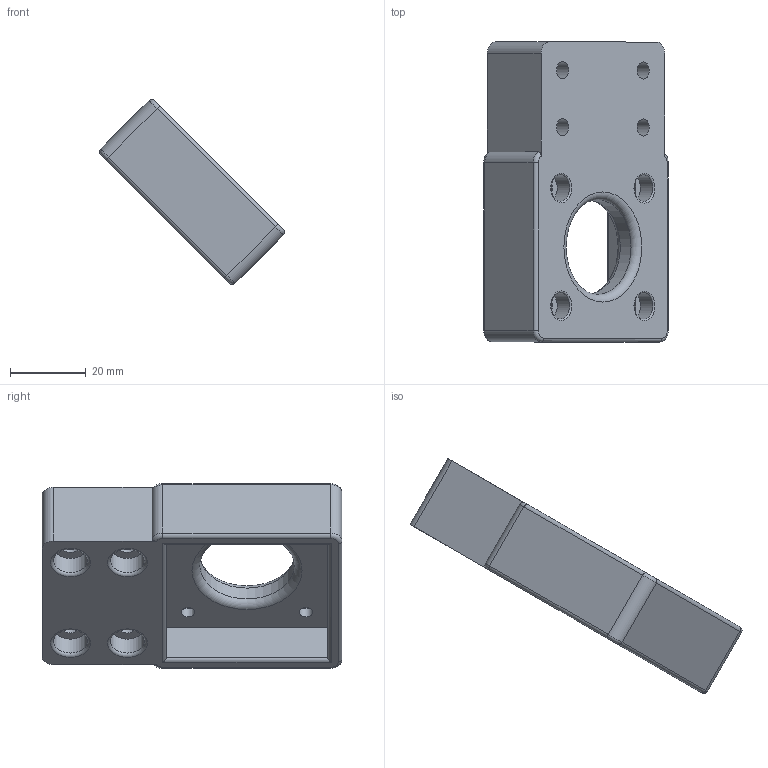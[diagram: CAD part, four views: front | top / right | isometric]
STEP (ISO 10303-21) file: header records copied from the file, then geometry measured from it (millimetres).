
FILE_DESCRIPTION(/* description */ (''),/* implementation_level */ '2;1');
FILE_NAME(/* name */ 'motor_holder.step',/* time_stamp */ '2018-02-13T10:48:04+01:00',/* author */ (''),/* organization */ (''),/* preprocessor_version */ 'ST-DEVELOPER v16.13',/* originating_system */ 'Autodesk Translation Framework v6.5.0.72',/* authorisation */ '');
FILE_SCHEMA (('AUTOMOTIVE_DESIGN { 1 0 10303 214 3 1 1 }'));
Length unit declared in the file: millimetre
Products named in the file (2): (Unsaved); MotorHolderV2
Assembly tree (1 placements, depth 2):
  (Unsaved)
    MotorHolderV2
Bounding box: 48.66 x 79 x 48.66 mm (x, y, z)
Volume: 46998.6 mm3; surface area: 15993 mm2
Topology: 1 solids, 1 shells, 74 faces, 178 edges, 116 vertices
Faces by surface type: cylinder 34, plane 22, torus 18
Full cylindrical faces by diameter (mm): 3.5 x4, 4.5 x4, 6.2 x1, 7 x4, 9 x4, 25 x1
Entity records: 2332 total; most frequent: DIRECTION 438, CARTESIAN_POINT 407, ORIENTED_EDGE 356, AXIS2_PLACEMENT_3D 187, EDGE_CURVE 178, VERTEX_POINT 116, CIRCLE 106, EDGE_LOOP 102
